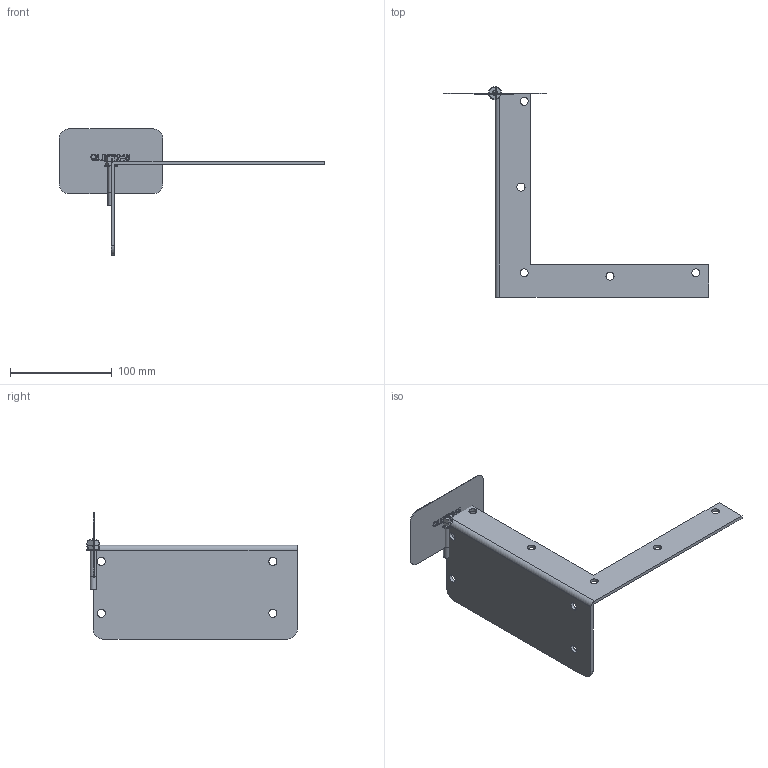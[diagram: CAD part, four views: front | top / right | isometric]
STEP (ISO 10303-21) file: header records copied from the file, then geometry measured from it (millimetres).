
FILE_DESCRIPTION (( 'STEP AP203' ), '1' );
FILE_NAME ('1487DL2SS.step', '2020-11-17T21:14:14', ( 'ADC123' ), ( 'Microsoft' ), 'SwSTEP 2.0', 'SolidWorks 2019', '' );
FILE_SCHEMA (( 'CONFIG_CONTROL_DESIGN' ));
Length unit declared in the file: inch
Products named in the file (1): 1487DL2SS
Bounding box: 260.35 x 206.38 x 123.83 mm (x, y, z)
Volume: 102052.6 mm3; surface area: 78838.1 mm2
Topology: 6 solids, 6 shells, 228 faces, 581 edges, 382 vertices
Faces by surface type: plane 144, cylinder 49, bspline 35
Full cylindrical faces by diameter (mm): 4.976 x1, 6.35 x2, 6.553 x1, 7.937 x4, 7.938 x5, 12.7 x2
Entity records: 8238 total; most frequent: CARTESIAN_POINT 2923, ORIENTED_EDGE 1130, DIRECTION 929, EDGE_CURVE 565, LINE 393, VECTOR 393, VERTEX_POINT 382, EDGE_LOOP 283
